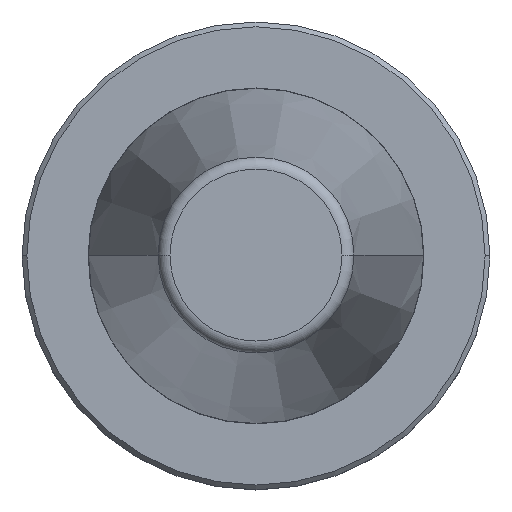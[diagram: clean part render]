
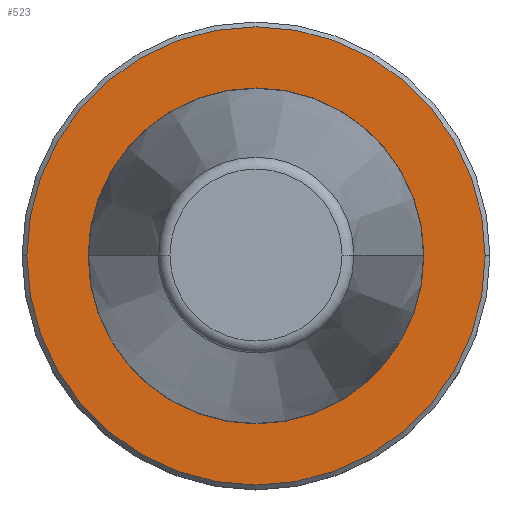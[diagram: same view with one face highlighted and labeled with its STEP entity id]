
A CAD part, top view. The second image highlights one B-rep face of the part: STEP entity #523.
In plain terms, the highlighted planar face has unit normal (0, 0, 1).
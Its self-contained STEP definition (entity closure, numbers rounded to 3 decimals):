
#9 = EDGE_LOOP ( 'NONE', ( #843, #73 ) ) ;
#30 = DIRECTION ( 'NONE',  ( 0., 0., 1. ) ) ;
#72 = CARTESIAN_POINT ( 'NONE',  ( -35., 0., -3.2 ) ) ;
#73 = ORIENTED_EDGE ( 'NONE', *, *, #874, .T. ) ;
#116 = CIRCLE ( 'NONE', #424, 47.75 ) ;
#134 = AXIS2_PLACEMENT_3D ( 'NONE', #384, #30, #765 ) ;
#142 = DIRECTION ( 'NONE',  ( 0., 0., 1. ) ) ;
#155 = DIRECTION ( 'NONE',  ( 0., 0., 1. ) ) ;
#162 = DIRECTION ( 'NONE',  ( 0., 0., 1. ) ) ;
#218 = FACE_OUTER_BOUND ( 'NONE', #9, .T. ) ;
#227 = VERTEX_POINT ( 'NONE', #804 ) ;
#242 = FACE_BOUND ( 'NONE', #928, .T. ) ;
#284 = CARTESIAN_POINT ( 'NONE',  ( 0., 0., -3.2 ) ) ;
#300 = DIRECTION ( 'NONE',  ( -1., 0., 0. ) ) ;
#328 = AXIS2_PLACEMENT_3D ( 'NONE', #955, #162, #886 ) ;
#363 = AXIS2_PLACEMENT_3D ( 'NONE', #761, #155, #848 ) ;
#377 = CARTESIAN_POINT ( 'NONE',  ( 47.75, 0., -3.2 ) ) ;
#384 = CARTESIAN_POINT ( 'NONE',  ( 0., 0., -3.2 ) ) ;
#405 = ORIENTED_EDGE ( 'NONE', *, *, #685, .F. ) ;
#424 = AXIS2_PLACEMENT_3D ( 'NONE', #284, #142, #799 ) ;
#523 = ADVANCED_FACE ( 'NONE', ( #242, #218 ), #714, .F. ) ;
#580 = CARTESIAN_POINT ( 'NONE',  ( 35., 0., -3.2 ) ) ;
#631 = DIRECTION ( 'NONE',  ( 0., 0., -1. ) ) ;
#684 = CARTESIAN_POINT ( 'NONE',  ( 0., 47.75, -3.2 ) ) ;
#685 = EDGE_CURVE ( 'NONE', #820, #844, #895, .T. ) ;
#699 = AXIS2_PLACEMENT_3D ( 'NONE', #684, #631, #300 ) ;
#714 = PLANE ( 'NONE',  #699 ) ;
#719 = VERTEX_POINT ( 'NONE', #377 ) ;
#746 = EDGE_CURVE ( 'NONE', #844, #820, #787, .T. ) ;
#761 = CARTESIAN_POINT ( 'NONE',  ( 0., 0., -3.2 ) ) ;
#765 = DIRECTION ( 'NONE',  ( 1., 0., 0. ) ) ;
#787 = CIRCLE ( 'NONE', #134, 35. ) ;
#799 = DIRECTION ( 'NONE',  ( 1., 0., 0. ) ) ;
#804 = CARTESIAN_POINT ( 'NONE',  ( -47.75, 0., -3.2 ) ) ;
#820 = VERTEX_POINT ( 'NONE', #72 ) ;
#828 = EDGE_CURVE ( 'NONE', #227, #719, #116, .T. ) ;
#843 = ORIENTED_EDGE ( 'NONE', *, *, #828, .T. ) ;
#844 = VERTEX_POINT ( 'NONE', #580 ) ;
#848 = DIRECTION ( 'NONE',  ( 1., 0., 0. ) ) ;
#851 = ORIENTED_EDGE ( 'NONE', *, *, #746, .F. ) ;
#874 = EDGE_CURVE ( 'NONE', #719, #227, #890, .T. ) ;
#886 = DIRECTION ( 'NONE',  ( 1., 0., 0. ) ) ;
#890 = CIRCLE ( 'NONE', #363, 47.75 ) ;
#895 = CIRCLE ( 'NONE', #328, 35. ) ;
#928 = EDGE_LOOP ( 'NONE', ( #851, #405 ) ) ;
#955 = CARTESIAN_POINT ( 'NONE',  ( 0., 0., -3.2 ) ) ;
